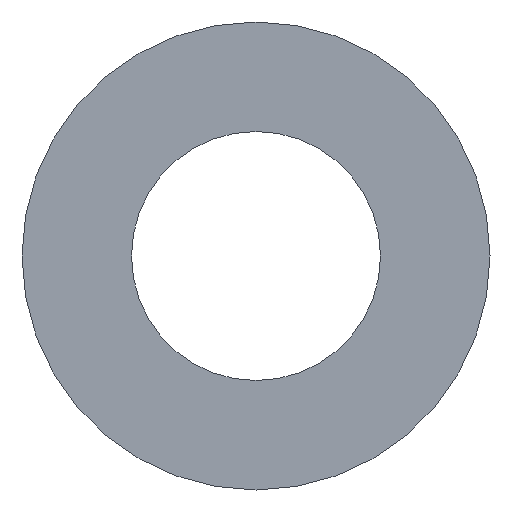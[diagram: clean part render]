
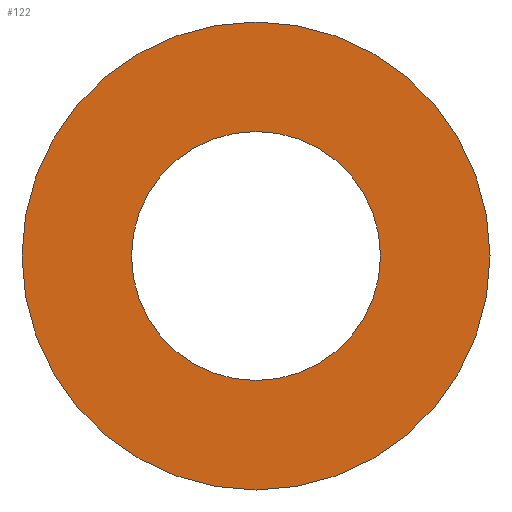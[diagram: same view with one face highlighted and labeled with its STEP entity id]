
A CAD part, front view. The second image highlights one B-rep face of the part: STEP entity #122.
In plain terms, the highlighted planar face has unit normal (0, -1, 0).
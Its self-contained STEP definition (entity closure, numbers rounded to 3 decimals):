
#2 = DIRECTION ( 'NONE',  ( 0., 1., 0. ) ) ;
#9 = VERTEX_POINT ( 'NONE', #226 ) ;
#11 = CARTESIAN_POINT ( 'NONE',  ( 0., 0., -54.5 ) ) ;
#20 = FACE_OUTER_BOUND ( 'NONE', #184, .T. ) ;
#21 = DIRECTION ( 'NONE',  ( 0., 1., 0. ) ) ;
#23 = CARTESIAN_POINT ( 'NONE',  ( 0., 0., 29. ) ) ;
#25 = AXIS2_PLACEMENT_3D ( 'NONE', #178, #21, #99 ) ;
#30 = EDGE_CURVE ( 'NONE', #9, #169, #132, .T. ) ;
#35 = CARTESIAN_POINT ( 'NONE',  ( 0., 0., 0. ) ) ;
#39 = DIRECTION ( 'NONE',  ( 0., 1., 0. ) ) ;
#55 = VERTEX_POINT ( 'NONE', #11 ) ;
#72 = EDGE_LOOP ( 'NONE', ( #130, #152 ) ) ;
#82 = PLANE ( 'NONE',  #233 ) ;
#90 = ORIENTED_EDGE ( 'NONE', *, *, #194, .F. ) ;
#99 = DIRECTION ( 'NONE',  ( 0., 0., 1. ) ) ;
#102 = DIRECTION ( 'NONE',  ( 0., 0., 1. ) ) ;
#109 = AXIS2_PLACEMENT_3D ( 'NONE', #154, #2, #133 ) ;
#111 = ORIENTED_EDGE ( 'NONE', *, *, #175, .F. ) ;
#118 = AXIS2_PLACEMENT_3D ( 'NONE', #177, #227, #102 ) ;
#122 = ADVANCED_FACE ( 'NONE', ( #20, #158 ), #82, .F. ) ;
#127 = DIRECTION ( 'NONE',  ( 0., 0., 1. ) ) ;
#130 = ORIENTED_EDGE ( 'NONE', *, *, #30, .T. ) ;
#132 = CIRCLE ( 'NONE', #167, 29. ) ;
#133 = DIRECTION ( 'NONE',  ( 0., 0., 1. ) ) ;
#145 = CIRCLE ( 'NONE', #118, 54.5 ) ;
#152 = ORIENTED_EDGE ( 'NONE', *, *, #206, .T. ) ;
#154 = CARTESIAN_POINT ( 'NONE',  ( 0., 0., 0. ) ) ;
#158 = FACE_BOUND ( 'NONE', #72, .T. ) ;
#167 = AXIS2_PLACEMENT_3D ( 'NONE', #35, #202, #127 ) ;
#169 = VERTEX_POINT ( 'NONE', #23 ) ;
#174 = CARTESIAN_POINT ( 'NONE',  ( 0., 0., 54.5 ) ) ;
#175 = EDGE_CURVE ( 'NONE', #203, #55, #145, .T. ) ;
#176 = CARTESIAN_POINT ( 'NONE',  ( 0., 0., 0. ) ) ;
#177 = CARTESIAN_POINT ( 'NONE',  ( 0., 0., 0. ) ) ;
#178 = CARTESIAN_POINT ( 'NONE',  ( 0., 0., 0. ) ) ;
#184 = EDGE_LOOP ( 'NONE', ( #90, #111 ) ) ;
#188 = CIRCLE ( 'NONE', #109, 29. ) ;
#194 = EDGE_CURVE ( 'NONE', #55, #203, #209, .T. ) ;
#202 = DIRECTION ( 'NONE',  ( 0., 1., 0. ) ) ;
#203 = VERTEX_POINT ( 'NONE', #174 ) ;
#206 = EDGE_CURVE ( 'NONE', #169, #9, #188, .T. ) ;
#209 = CIRCLE ( 'NONE', #25, 54.5 ) ;
#226 = CARTESIAN_POINT ( 'NONE',  ( 0., 0., -29. ) ) ;
#227 = DIRECTION ( 'NONE',  ( 0., 1., 0. ) ) ;
#232 = DIRECTION ( 'NONE',  ( 0., 0., 1. ) ) ;
#233 = AXIS2_PLACEMENT_3D ( 'NONE', #176, #39, #232 ) ;
